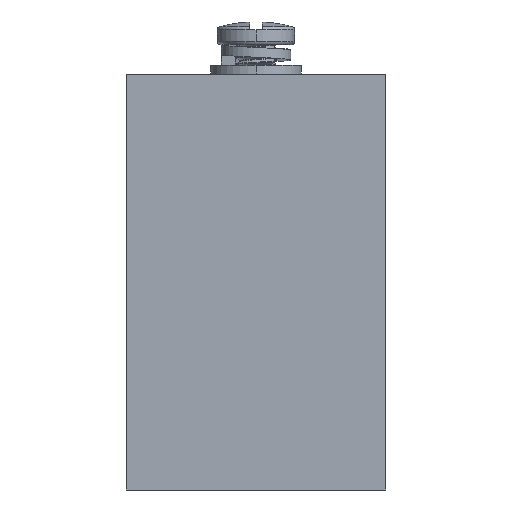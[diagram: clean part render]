
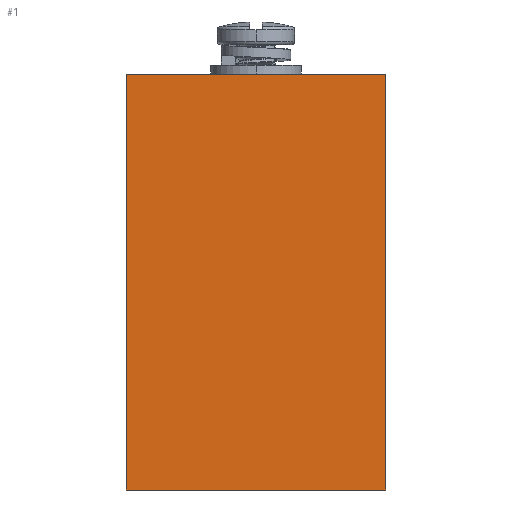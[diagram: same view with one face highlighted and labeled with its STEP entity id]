
A CAD part, left-side view. The second image highlights one B-rep face of the part: STEP entity #1.
In plain terms, the highlighted planar face has unit normal (-1, 0, 0).
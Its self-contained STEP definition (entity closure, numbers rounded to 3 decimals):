
#1 = ADVANCED_FACE ( 'NONE', ( #640 ), #7695, .F. ) ;
#210 = AXIS2_PLACEMENT_3D ( 'NONE', #7784, #3309, #4742 ) ;
#275 = EDGE_LOOP ( 'NONE', ( #6282, #3810, #3546, #9006 ) ) ;
#640 = FACE_OUTER_BOUND ( 'NONE', #275, .T. ) ;
#1062 = CARTESIAN_POINT ( 'NONE',  ( -63.5, 0., 25.4 ) ) ;
#1839 = CARTESIAN_POINT ( 'NONE',  ( -63.5, 0., 25.4 ) ) ;
#1908 = CARTESIAN_POINT ( 'NONE',  ( -63.5, 31.75, -25.4 ) ) ;
#1973 = VECTOR ( 'NONE', #7450, 1000. ) ;
#2072 = EDGE_CURVE ( 'NONE', #2415, #4497, #3733, .T. ) ;
#2415 = VERTEX_POINT ( 'NONE', #6252 ) ;
#2642 = EDGE_CURVE ( 'NONE', #2415, #6890, #8854, .T. ) ;
#2693 = CARTESIAN_POINT ( 'NONE',  ( -63.5, 0., 25.4 ) ) ;
#2901 = CARTESIAN_POINT ( 'NONE',  ( -63.5, 31.75, 25.4 ) ) ;
#3309 = DIRECTION ( 'NONE',  ( 1., 0., 0. ) ) ;
#3546 = ORIENTED_EDGE ( 'NONE', *, *, #2642, .F. ) ;
#3733 = LINE ( 'NONE', #2901, #5617 ) ;
#3810 = ORIENTED_EDGE ( 'NONE', *, *, #8353, .F. ) ;
#3933 = LINE ( 'NONE', #1839, #5748 ) ;
#4034 = CARTESIAN_POINT ( 'NONE',  ( -63.5, 0., -25.4 ) ) ;
#4497 = VERTEX_POINT ( 'NONE', #1908 ) ;
#4725 = CARTESIAN_POINT ( 'NONE',  ( -63.5, 0., -25.4 ) ) ;
#4742 = DIRECTION ( 'NONE',  ( 0., 0., -1. ) ) ;
#5309 = VECTOR ( 'NONE', #5428, 1000. ) ;
#5428 = DIRECTION ( 'NONE',  ( 0., -1., 0. ) ) ;
#5617 = VECTOR ( 'NONE', #5733, 1000. ) ;
#5733 = DIRECTION ( 'NONE',  ( 0., 0., -1. ) ) ;
#5748 = VECTOR ( 'NONE', #6834, 1000. ) ;
#6252 = CARTESIAN_POINT ( 'NONE',  ( -63.5, 31.75, 25.4 ) ) ;
#6282 = ORIENTED_EDGE ( 'NONE', *, *, #8406, .T. ) ;
#6834 = DIRECTION ( 'NONE',  ( 0., 0., -1. ) ) ;
#6890 = VERTEX_POINT ( 'NONE', #2693 ) ;
#7450 = DIRECTION ( 'NONE',  ( 0., -1., 0. ) ) ;
#7484 = LINE ( 'NONE', #4725, #5309 ) ;
#7695 = PLANE ( 'NONE',  #210 ) ;
#7784 = CARTESIAN_POINT ( 'NONE',  ( -63.5, 0., 25.4 ) ) ;
#8353 = EDGE_CURVE ( 'NONE', #6890, #8430, #3933, .T. ) ;
#8406 = EDGE_CURVE ( 'NONE', #4497, #8430, #7484, .T. ) ;
#8430 = VERTEX_POINT ( 'NONE', #4034 ) ;
#8854 = LINE ( 'NONE', #1062, #1973 ) ;
#9006 = ORIENTED_EDGE ( 'NONE', *, *, #2072, .T. ) ;
